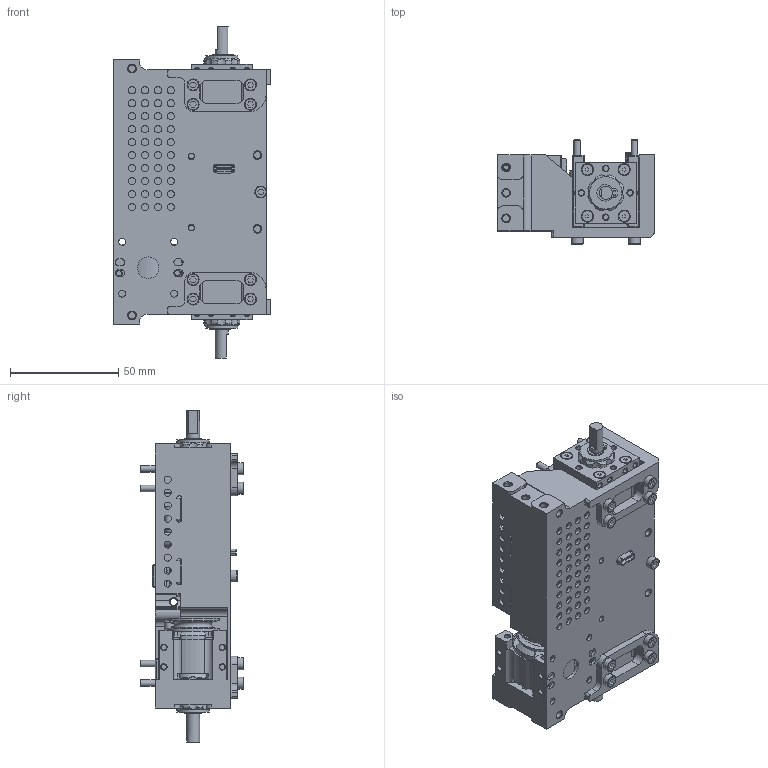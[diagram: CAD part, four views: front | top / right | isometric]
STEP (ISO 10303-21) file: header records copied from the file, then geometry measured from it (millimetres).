
FILE_DESCRIPTION(/* description */ (''),/* implementation_level */ '2;1');
FILE_NAME(/* name */ 'X30J机身.stp',/* time_stamp */ '2023-03-22T16:31:43+08:00',/* author */ ('29515'),/* organization */ (''),/* preprocessor_version */ 'ST-DEVELOPER v18.1',/* originating_system */ 'Autodesk Inventor 2022',/* authorisation */ '');
FILE_SCHEMA (('AUTOMOTIVE_DESIGN { 1 0 10303 214 3 1 1 }'));
Products named in the file (1): X30J机身
Bounding box: 72.5 x 48 x 153.4 mm (x, y, z)
Volume: 214807 mm3; surface area: 62687.3 mm2
Topology: 1 solids, 11 shells, 3300 faces, 8673 edges, 5597 vertices
Faces by surface type: plane 1906, cylinder 755, cone 313, bspline 245, torus 61, sphere 20
Full cylindrical faces by diameter (mm): 0.7 x6, 2 x6, 2.05 x10, 2.5 x74, 3 x58, 3.078 x1, 3.2 x4, 3.3 x78, 4 x1, 4.5 x4, 5 x8, 5.15 x2, 5.5 x11, 6 x3, 6.5 x1, 8 x1, 10 x2, 15 x2, 24 x2, 28 x1, 29.5 x1
Entity records: 109175 total; most frequent: CARTESIAN_POINT 27759, ORIENTED_EDGE 17324, DIRECTION 16174, EDGE_CURVE 8662, LINE 5658, VECTOR 5658, VERTEX_POINT 5597, AXIS2_PLACEMENT_3D 5258
